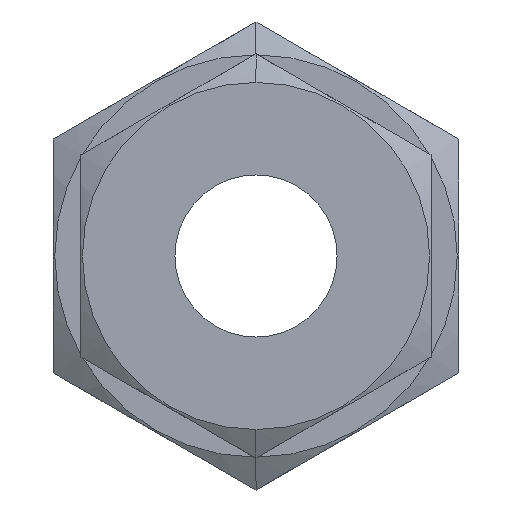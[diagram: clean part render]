
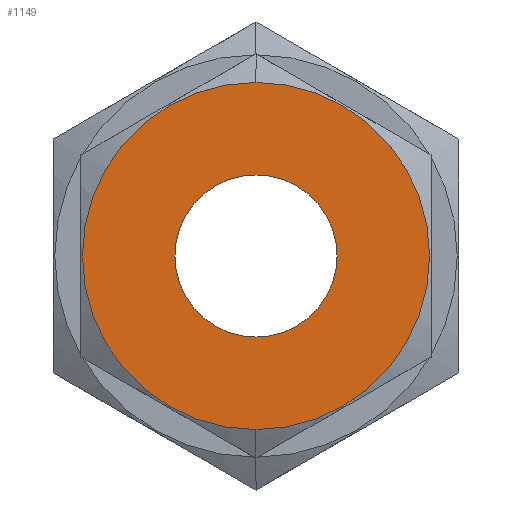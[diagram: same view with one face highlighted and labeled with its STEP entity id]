
A CAD part, left-side view. The second image highlights one B-rep face of the part: STEP entity #1149.
In plain terms, the highlighted planar face has unit normal (-1, 0, 0).
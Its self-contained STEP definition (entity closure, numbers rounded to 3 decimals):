
#30 = EDGE_CURVE ( 'NONE', #1258, #1428, #378, .T. ) ;
#34 = FACE_BOUND ( 'NONE', #1326, .T. ) ;
#37 = ORIENTED_EDGE ( 'NONE', *, *, #192, .F. ) ;
#61 = CARTESIAN_POINT ( 'NONE',  ( 0., 0., -4.4 ) ) ;
#75 = VERTEX_POINT ( 'NONE', #261 ) ;
#136 = AXIS2_PLACEMENT_3D ( 'NONE', #897, #1261, #1368 ) ;
#187 = CARTESIAN_POINT ( 'NONE',  ( 0., 0., 0. ) ) ;
#192 = EDGE_CURVE ( 'NONE', #1428, #1258, #339, .T. ) ;
#233 = DIRECTION ( 'NONE',  ( 0., 0., 1. ) ) ;
#261 = CARTESIAN_POINT ( 'NONE',  ( 0., 0., -9.422 ) ) ;
#321 = CARTESIAN_POINT ( 'NONE',  ( 0., 0., 4.4 ) ) ;
#339 = CIRCLE ( 'NONE', #575, 4.4 ) ;
#378 = CIRCLE ( 'NONE', #1487, 4.4 ) ;
#403 = DIRECTION ( 'NONE',  ( 0., 0., -1. ) ) ;
#451 = ORIENTED_EDGE ( 'NONE', *, *, #30, .F. ) ;
#558 = DIRECTION ( 'NONE',  ( -1., 0., 0. ) ) ;
#572 = DIRECTION ( 'NONE',  ( 0., 0., 1. ) ) ;
#575 = AXIS2_PLACEMENT_3D ( 'NONE', #682, #558, #233 ) ;
#596 = ORIENTED_EDGE ( 'NONE', *, *, #1400, .T. ) ;
#608 = ORIENTED_EDGE ( 'NONE', *, *, #1268, .T. ) ;
#643 = FACE_OUTER_BOUND ( 'NONE', #841, .T. ) ;
#682 = CARTESIAN_POINT ( 'NONE',  ( 0., 0., 0. ) ) ;
#757 = DIRECTION ( 'NONE',  ( 1., 0., 0. ) ) ;
#841 = EDGE_LOOP ( 'NONE', ( #596, #608 ) ) ;
#897 = CARTESIAN_POINT ( 'NONE',  ( 0., 0., 0. ) ) ;
#921 = CARTESIAN_POINT ( 'NONE',  ( 0., 0., 0. ) ) ;
#932 = AXIS2_PLACEMENT_3D ( 'NONE', #921, #1160, #1282 ) ;
#1017 = CIRCLE ( 'NONE', #932, 9.422 ) ;
#1129 = CIRCLE ( 'NONE', #136, 9.422 ) ;
#1137 = AXIS2_PLACEMENT_3D ( 'NONE', #187, #757, #403 ) ;
#1149 = ADVANCED_FACE ( 'NONE', ( #34, #643 ), #1457, .F. ) ;
#1160 = DIRECTION ( 'NONE',  ( -1., 0., 0. ) ) ;
#1168 = CARTESIAN_POINT ( 'NONE',  ( 0., 0., 0. ) ) ;
#1250 = CARTESIAN_POINT ( 'NONE',  ( 0., 0., 9.422 ) ) ;
#1258 = VERTEX_POINT ( 'NONE', #321 ) ;
#1261 = DIRECTION ( 'NONE',  ( -1., 0., 0. ) ) ;
#1268 = EDGE_CURVE ( 'NONE', #1285, #75, #1129, .T. ) ;
#1282 = DIRECTION ( 'NONE',  ( 0., 0., -1. ) ) ;
#1285 = VERTEX_POINT ( 'NONE', #1250 ) ;
#1288 = DIRECTION ( 'NONE',  ( -1., 0., 0. ) ) ;
#1326 = EDGE_LOOP ( 'NONE', ( #451, #37 ) ) ;
#1368 = DIRECTION ( 'NONE',  ( 0., 0., -1. ) ) ;
#1400 = EDGE_CURVE ( 'NONE', #75, #1285, #1017, .T. ) ;
#1428 = VERTEX_POINT ( 'NONE', #61 ) ;
#1457 = PLANE ( 'NONE',  #1137 ) ;
#1487 = AXIS2_PLACEMENT_3D ( 'NONE', #1168, #1288, #572 ) ;
